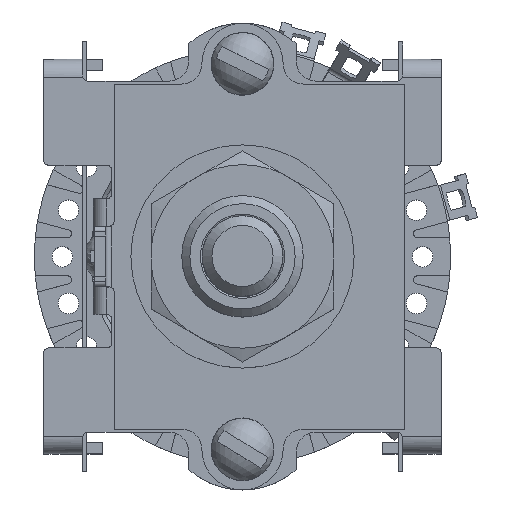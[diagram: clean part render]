
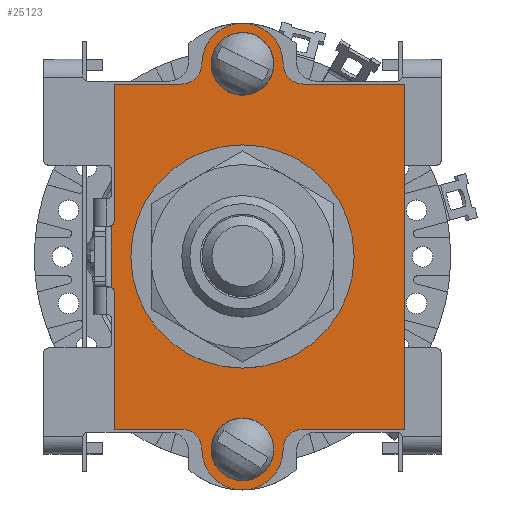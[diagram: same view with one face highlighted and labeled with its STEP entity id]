
A CAD part, top view. The second image highlights one B-rep face of the part: STEP entity #25123.
In plain terms, the highlighted planar face has unit normal (0, 0, 1).
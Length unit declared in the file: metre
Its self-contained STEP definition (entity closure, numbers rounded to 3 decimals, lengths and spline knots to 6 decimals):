
#1744=LINE('',#46264,#4068);
#1745=LINE('',#46269,#4069);
#1746=LINE('',#46271,#4070);
#1747=LINE('',#46279,#4071);
#1748=LINE('',#46281,#4072);
#1749=LINE('',#46283,#4073);
#1750=LINE('',#46291,#4074);
#1751=LINE('',#46293,#4075);
#4068=VECTOR('',#38805,1.);
#4069=VECTOR('',#38808,1.);
#4070=VECTOR('',#38809,1.);
#4071=VECTOR('',#38816,1.);
#4072=VECTOR('',#38817,1.);
#4073=VECTOR('',#38818,1.);
#4074=VECTOR('',#38825,1.);
#4075=VECTOR('',#38826,1.);
#5329=PLANE('',#33008);
#10943=ORIENTED_EDGE('',*,*,#15509,.T.);
#10944=ORIENTED_EDGE('',*,*,#15510,.F.);
#10945=ORIENTED_EDGE('',*,*,#15511,.F.);
#10946=ORIENTED_EDGE('',*,*,#15512,.F.);
#10947=ORIENTED_EDGE('',*,*,#15513,.F.);
#10948=ORIENTED_EDGE('',*,*,#15514,.F.);
#10949=ORIENTED_EDGE('',*,*,#15515,.F.);
#10950=ORIENTED_EDGE('',*,*,#15516,.F.);
#10951=ORIENTED_EDGE('',*,*,#15517,.F.);
#10952=ORIENTED_EDGE('',*,*,#15518,.F.);
#10953=ORIENTED_EDGE('',*,*,#15519,.F.);
#10954=ORIENTED_EDGE('',*,*,#15520,.F.);
#10955=ORIENTED_EDGE('',*,*,#15521,.F.);
#10956=ORIENTED_EDGE('',*,*,#15522,.F.);
#10957=ORIENTED_EDGE('',*,*,#15523,.F.);
#10958=ORIENTED_EDGE('',*,*,#15524,.F.);
#10959=ORIENTED_EDGE('',*,*,#15525,.F.);
#10960=ORIENTED_EDGE('',*,*,#15526,.F.);
#10961=ORIENTED_EDGE('',*,*,#15527,.F.);
#15509=EDGE_CURVE('',#18213,#18213,#19718,.T.);
#15510=EDGE_CURVE('',#18214,#18214,#19719,.T.);
#15511=EDGE_CURVE('',#18215,#18215,#19720,.T.);
#15512=EDGE_CURVE('',#18216,#18217,#1744,.T.);
#15513=EDGE_CURVE('',#18218,#18216,#19721,.T.);
#15514=EDGE_CURVE('',#18219,#18218,#1745,.T.);
#15515=EDGE_CURVE('',#18220,#18219,#1746,.T.);
#15516=EDGE_CURVE('',#18221,#18220,#19722,.T.);
#15517=EDGE_CURVE('',#18222,#18221,#19723,.T.);
#15518=EDGE_CURVE('',#18223,#18222,#19724,.T.);
#15519=EDGE_CURVE('',#18224,#18223,#1747,.T.);
#15520=EDGE_CURVE('',#18225,#18224,#1748,.T.);
#15521=EDGE_CURVE('',#18226,#18225,#1749,.T.);
#15522=EDGE_CURVE('',#18227,#18226,#19725,.T.);
#15523=EDGE_CURVE('',#18228,#18227,#19726,.T.);
#15524=EDGE_CURVE('',#18229,#18228,#19727,.T.);
#15525=EDGE_CURVE('',#18230,#18229,#1750,.T.);
#15526=EDGE_CURVE('',#18231,#18230,#1751,.T.);
#15527=EDGE_CURVE('',#18217,#18231,#19728,.T.);
#18213=VERTEX_POINT('',#46259);
#18214=VERTEX_POINT('',#46261);
#18215=VERTEX_POINT('',#46263);
#18216=VERTEX_POINT('',#46265);
#18217=VERTEX_POINT('',#46266);
#18218=VERTEX_POINT('',#46268);
#18219=VERTEX_POINT('',#46270);
#18220=VERTEX_POINT('',#46272);
#18221=VERTEX_POINT('',#46274);
#18222=VERTEX_POINT('',#46276);
#18223=VERTEX_POINT('',#46278);
#18224=VERTEX_POINT('',#46280);
#18225=VERTEX_POINT('',#46282);
#18226=VERTEX_POINT('',#46284);
#18227=VERTEX_POINT('',#46286);
#18228=VERTEX_POINT('',#46288);
#18229=VERTEX_POINT('',#46290);
#18230=VERTEX_POINT('',#46292);
#18231=VERTEX_POINT('',#46294);
#19718=CIRCLE('',#33009,0.007938);
#19719=CIRCLE('',#33010,0.0022);
#19720=CIRCLE('',#33011,0.0022);
#19721=CIRCLE('',#33012,0.000397);
#19722=CIRCLE('',#33013,0.001588);
#19723=CIRCLE('',#33014,0.003175);
#19724=CIRCLE('',#33015,0.001588);
#19725=CIRCLE('',#33016,0.001588);
#19726=CIRCLE('',#33017,0.003175);
#19727=CIRCLE('',#33018,0.001588);
#19728=CIRCLE('',#33019,0.000397);
#20976=EDGE_LOOP('',(#10943));
#20977=EDGE_LOOP('',(#10944));
#20978=EDGE_LOOP('',(#10945));
#20979=EDGE_LOOP('',(#10946,#10947,#10948,#10949,#10950,#10951,#10952,#10953,
#10954,#10955,#10956,#10957,#10958,#10959,#10960,#10961));
#22461=FACE_BOUND('',#20976,.T.);
#22462=FACE_BOUND('',#20977,.T.);
#22463=FACE_BOUND('',#20978,.T.);
#22464=FACE_BOUND('',#20979,.T.);
#25123=ADVANCED_FACE('',(#22461,#22462,#22463,#22464),#5329,.F.);
#33008=AXIS2_PLACEMENT_3D('',#46257,#38797,#38798);
#33009=AXIS2_PLACEMENT_3D('',#46258,#38799,#38800);
#33010=AXIS2_PLACEMENT_3D('',#46260,#38801,#38802);
#33011=AXIS2_PLACEMENT_3D('',#46262,#38803,#38804);
#33012=AXIS2_PLACEMENT_3D('',#46267,#38806,#38807);
#33013=AXIS2_PLACEMENT_3D('',#46273,#38810,#38811);
#33014=AXIS2_PLACEMENT_3D('',#46275,#38812,#38813);
#33015=AXIS2_PLACEMENT_3D('',#46277,#38814,#38815);
#33016=AXIS2_PLACEMENT_3D('',#46285,#38819,#38820);
#33017=AXIS2_PLACEMENT_3D('',#46287,#38821,#38822);
#33018=AXIS2_PLACEMENT_3D('',#46289,#38823,#38824);
#33019=AXIS2_PLACEMENT_3D('',#46295,#38827,#38828);
#38797=DIRECTION('',(0.,0.,-1.));
#38798=DIRECTION('',(0.,1.,0.));
#38799=DIRECTION('',(0.,0.,-1.));
#38800=DIRECTION('',(1.,0.,0.));
#38801=DIRECTION('',(0.,0.,1.));
#38802=DIRECTION('',(0.519,0.855,0.));
#38803=DIRECTION('',(0.,0.,1.));
#38804=DIRECTION('',(0.436,0.9,0.));
#38805=DIRECTION('',(0.,1.,0.));
#38806=DIRECTION('',(0.,0.,1.));
#38807=DIRECTION('',(0.707,0.707,0.));
#38808=DIRECTION('',(0.,1.,0.));
#38809=DIRECTION('',(-1.,0.,0.));
#38810=DIRECTION('',(0.,0.,1.));
#38811=DIRECTION('',(0.707,0.708,0.));
#38812=DIRECTION('',(0.,0.,-1.));
#38813=DIRECTION('',(0.867,0.498,0.));
#38814=DIRECTION('',(0.,0.,1.));
#38815=DIRECTION('',(-0.707,0.708,0.));
#38816=DIRECTION('',(-1.,0.,0.));
#38817=DIRECTION('',(0.,-1.,0.));
#38818=DIRECTION('',(1.,0.,0.));
#38819=DIRECTION('',(0.,0.,1.));
#38820=DIRECTION('',(-0.707,-0.708,0.));
#38821=DIRECTION('',(0.,0.,-1.));
#38822=DIRECTION('',(-0.867,-0.498,0.));
#38823=DIRECTION('',(0.,0.,1.));
#38824=DIRECTION('',(0.707,-0.708,0.));
#38825=DIRECTION('',(1.,0.,0.));
#38826=DIRECTION('',(0.,1.,0.));
#38827=DIRECTION('',(0.,0.,1.));
#38828=DIRECTION('',(0.707,-0.707,0.));
#46257=CARTESIAN_POINT('',(0.000001,-0.015358,-0.002134));
#46258=CARTESIAN_POINT('',(0.000001,0.000001,-0.002134));
#46259=CARTESIAN_POINT('',(0.007939,0.000001,-0.002134));
#46260=CARTESIAN_POINT('',(0.000001,-0.015074,-0.002134));
#46261=CARTESIAN_POINT('',(0.001142,-0.013193,-0.002134));
#46262=CARTESIAN_POINT('',(0.000001,0.015076,-0.002134));
#46263=CARTESIAN_POINT('',(0.00096,0.017056,-0.002134));
#46264=CARTESIAN_POINT('',(-0.010276,-0.007679,-0.002134));
#46265=CARTESIAN_POINT('',(-0.010276,-0.002404,-0.002134));
#46266=CARTESIAN_POINT('',(-0.010276,0.002407,-0.002134));
#46267=CARTESIAN_POINT('',(-0.010429,-0.00277,-0.002134));
#46268=CARTESIAN_POINT('',(-0.010032,-0.00277,-0.002134));
#46269=CARTESIAN_POINT('',(-0.010032,0.002376,-0.002134));
#46270=CARTESIAN_POINT('',(-0.010032,-0.013492,-0.002134));
#46271=CARTESIAN_POINT('',(0.012701,-0.013492,-0.002134));
#46272=CARTESIAN_POINT('',(-0.004761,-0.013492,-0.002134));
#46273=CARTESIAN_POINT('',(-0.004761,-0.01508,-0.002134));
#46274=CARTESIAN_POINT('',(-0.003174,-0.015078,-0.002134));
#46275=CARTESIAN_POINT('',(0.000001,-0.015074,-0.002134));
#46276=CARTESIAN_POINT('',(0.003176,-0.015078,-0.002134));
#46277=CARTESIAN_POINT('',(0.004764,-0.01508,-0.002134));
#46278=CARTESIAN_POINT('',(0.004764,-0.013492,-0.002134));
#46279=CARTESIAN_POINT('',(0.012701,-0.013492,-0.002134));
#46280=CARTESIAN_POINT('',(0.012701,-0.013492,-0.002134));
#46281=CARTESIAN_POINT('',(0.012701,0.013495,-0.002134));
#46282=CARTESIAN_POINT('',(0.012701,0.013495,-0.002134));
#46283=CARTESIAN_POINT('',(-0.010032,0.013495,-0.002134));
#46284=CARTESIAN_POINT('',(0.004764,0.013495,-0.002134));
#46285=CARTESIAN_POINT('',(0.004764,0.015083,-0.002134));
#46286=CARTESIAN_POINT('',(0.003176,0.01508,-0.002134));
#46287=CARTESIAN_POINT('',(0.000001,0.015076,-0.002134));
#46288=CARTESIAN_POINT('',(-0.003174,0.01508,-0.002134));
#46289=CARTESIAN_POINT('',(-0.004761,0.015083,-0.002134));
#46290=CARTESIAN_POINT('',(-0.004761,0.013495,-0.002134));
#46291=CARTESIAN_POINT('',(-0.010032,0.013495,-0.002134));
#46292=CARTESIAN_POINT('',(-0.010032,0.013495,-0.002134));
#46293=CARTESIAN_POINT('',(-0.010032,0.002376,-0.002134));
#46294=CARTESIAN_POINT('',(-0.010032,0.002773,-0.002134));
#46295=CARTESIAN_POINT('',(-0.010429,0.002773,-0.002134));
